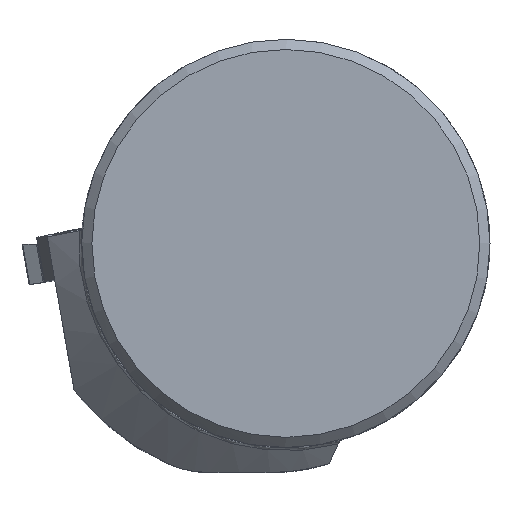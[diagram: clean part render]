
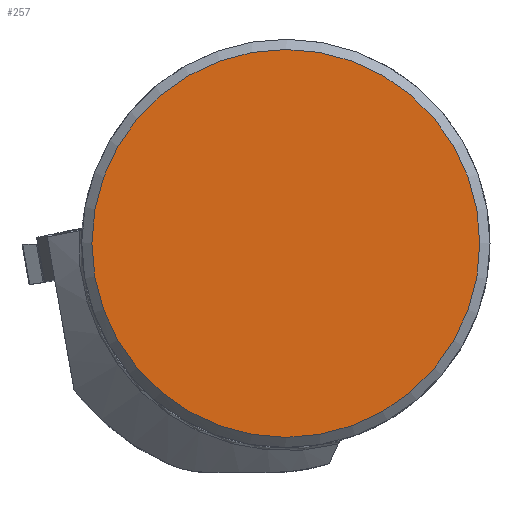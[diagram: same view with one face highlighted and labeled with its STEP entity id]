
A CAD part, top view. The second image highlights one B-rep face of the part: STEP entity #257.
In plain terms, the highlighted planar face has unit normal (0, 0, 1).
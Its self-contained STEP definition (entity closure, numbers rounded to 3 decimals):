
#155=CIRCLE('',#1667,19.);
#187=PLANE('',#1669);
#257=ADVANCED_FACE('',(#351),#187,.F.);
#351=FACE_OUTER_BOUND('',#433,.T.);
#433=EDGE_LOOP('',(#810));
#810=ORIENTED_EDGE('',*,*,#1205,.F.);
#1014=VERTEX_POINT('',#2773);
#1205=EDGE_CURVE('',#1014,#1014,#155,.T.);
#1667=AXIS2_PLACEMENT_3D('',#2772,#2031,#2032);
#1669=AXIS2_PLACEMENT_3D('',#2775,#2035,#2036);
#2031=DIRECTION('',(0.,0.,-1.));
#2032=DIRECTION('',(1.,0.,0.));
#2035=DIRECTION('',(0.,0.,-1.));
#2036=DIRECTION('',(-1.,0.,0.));
#2772=CARTESIAN_POINT('',(0.,0.,0.325));
#2773=CARTESIAN_POINT('',(19.,0.,0.325));
#2775=CARTESIAN_POINT('',(0.,19.,0.325));
